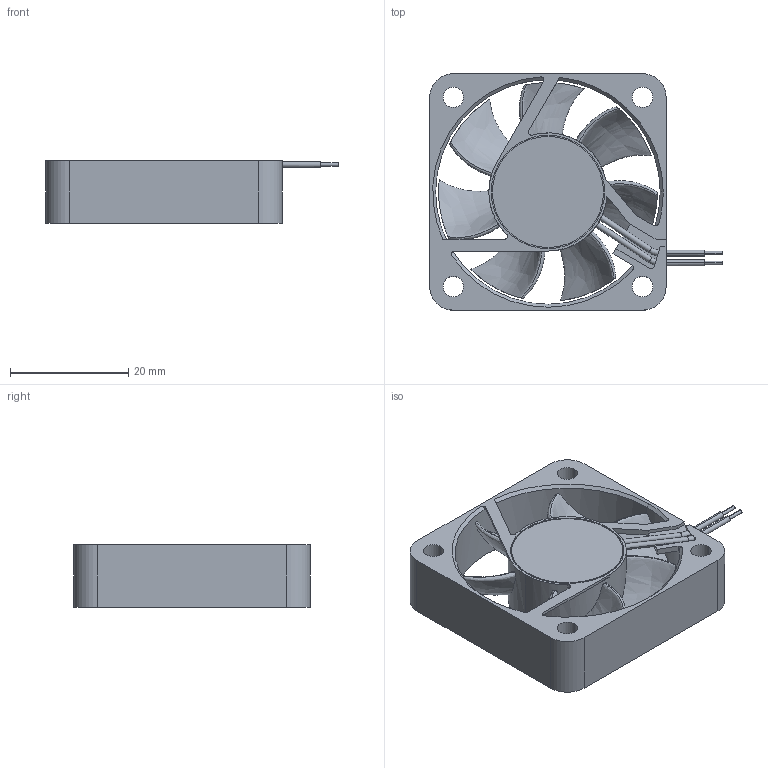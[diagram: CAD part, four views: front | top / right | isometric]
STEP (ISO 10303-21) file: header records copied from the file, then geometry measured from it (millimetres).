
FILE_DESCRIPTION (( 'STEP AP214' ), '1' );
FILE_NAME ('40x40x10 PC Fan.STEP', '2016-12-15T04:54:15', ( 'Aron' ), ( '' ), 'SwSTEP 2.0', 'SolidWorks 2016', '' );
FILE_SCHEMA (( 'AUTOMOTIVE_DESIGN' ));
Length unit declared in the file: millimetre
Products named in the file (1): 40x40x10 PC Fan
Bounding box: 49.49 x 40 x 10.5 mm (x, y, z)
Volume: 8438.7 mm3; surface area: 7176.3 mm2
Topology: 1 solids, 1 shells, 114 faces, 325 edges, 213 vertices
Faces by surface type: cylinder 49, plane 41, bspline 14, cone 6, torus 4
Entity records: 9083 total; most frequent: CARTESIAN_POINT 5899, ORIENTED_EDGE 650, DIRECTION 575, EDGE_CURVE 325, AXIS2_PLACEMENT_3D 218, VERTEX_POINT 213, VECTOR 139, LINE 139
